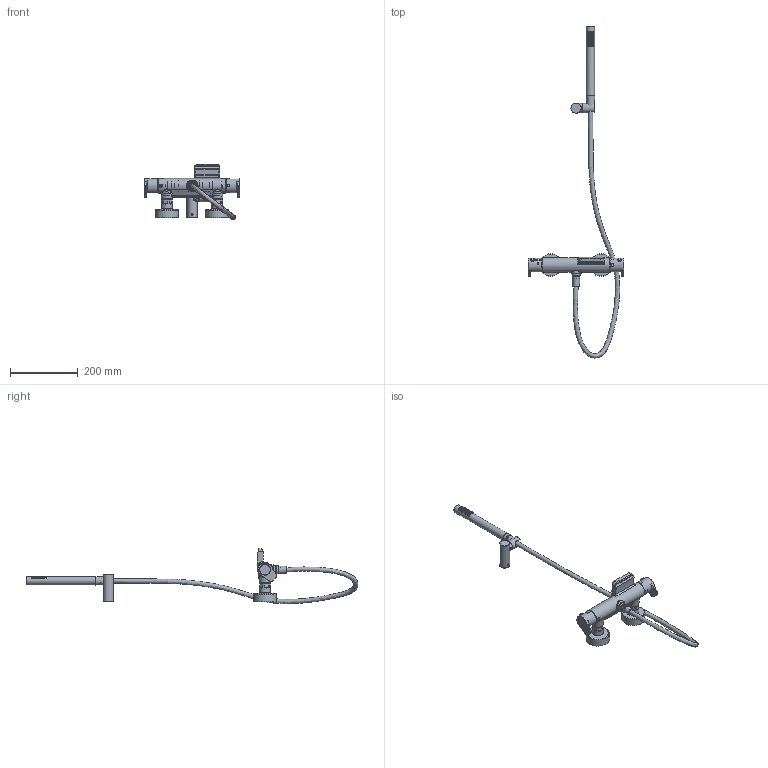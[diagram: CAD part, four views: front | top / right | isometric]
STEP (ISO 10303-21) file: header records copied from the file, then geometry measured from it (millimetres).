
FILE_DESCRIPTION (( 'STEP AP203' ), '1' );
FILE_NAME ('36CP02666.STEP', '2021-02-22T11:32:58', ( '' ), ( '' ), 'SwSTEP 2.0', 'SolidWorks 2018', '' );
FILE_SCHEMA (( 'CONFIG_CONTROL_DESIGN' ));
Length unit declared in the file: millimetre
Products named in the file (1): 36CP02666
Bounding box: 282.16 x 982.3 x 163.9 mm (x, y, z)
Volume: 526991.2 mm3; surface area: 266645.3 mm2
Topology: 19 solids, 19 shells, 1124 faces, 2625 edges, 1666 vertices
Faces by surface type: plane 333, cylinder 331, bspline 275, cone 151, torus 30, sphere 4
Full cylindrical faces by diameter (mm): 2.3 x1, 3.1 x4, 3.3 x2, 4 x3, 4.15 x2, 4.65 x2, 5 x2, 5.5 x1, 5.8 x7, 6 x2, 6.2 x1, 8.9 x1, 9.8 x4, 10 x1, 10.1 x2, 10.5 x1, 12.8 x1, 13 x2, 13.4 x1, 14 x1, 15 x2, 16.4 x2, 16.5 x1, 17.7 x1, 18 x1, 18.1 x1, 18.3 x3, 18.5 x1, 18.632 x1, 19 x1
Entity records: 60969 total; most frequent: CARTESIAN_POINT 40180, ORIENTED_EDGE 4344, DIRECTION 3492, EDGE_CURVE 2172, EDGE_LOOP 1569, VERTEX_POINT 1501, AXIS2_PLACEMENT_3D 1491, FACE_OUTER_BOUND 1242
